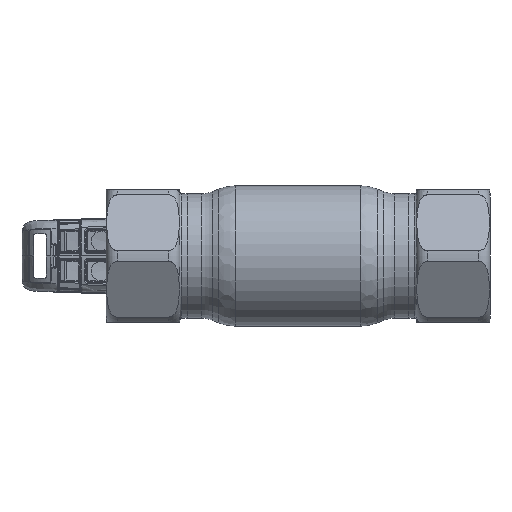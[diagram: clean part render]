
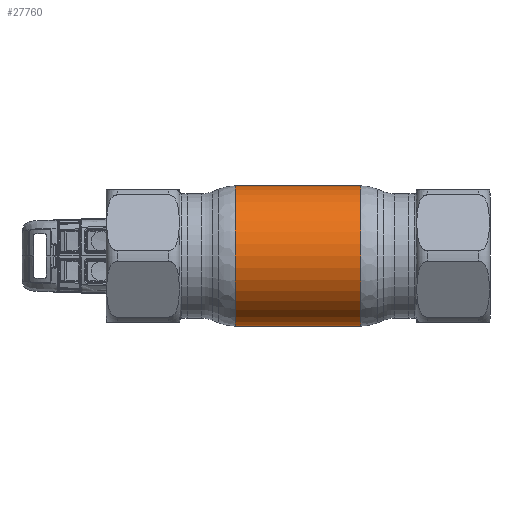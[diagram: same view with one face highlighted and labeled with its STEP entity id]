
A CAD part, front view. The second image highlights one B-rep face of the part: STEP entity #27760.
In plain terms, the highlighted cylindrical face has radius 19 mm (diameter 38 mm), a partial arc.
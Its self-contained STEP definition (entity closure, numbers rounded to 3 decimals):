
#1428 = EDGE_CURVE ( 'NONE', #56897, #40653, #64845, .T. ) ;
#1827 = CARTESIAN_POINT ( 'NONE',  ( -16.967, 0., 19. ) ) ;
#5117 = FACE_OUTER_BOUND ( 'NONE', #65367, .T. ) ;
#7895 = DIRECTION ( 'NONE',  ( 0., 0., 1. ) ) ;
#8670 = DIRECTION ( 'NONE',  ( 0., 0., 1. ) ) ;
#19463 = CARTESIAN_POINT ( 'NONE',  ( 16.967, 0., 0. ) ) ;
#20990 = ORIENTED_EDGE ( 'NONE', *, *, #1428, .T. ) ;
#22400 = LINE ( 'NONE', #25421, #58750 ) ;
#24239 = EDGE_CURVE ( 'NONE', #40653, #61651, #63312, .T. ) ;
#24774 = DIRECTION ( 'NONE',  ( -1., 0., 0. ) ) ;
#25421 = CARTESIAN_POINT ( 'NONE',  ( -62.69, 0., -19. ) ) ;
#26909 = CARTESIAN_POINT ( 'NONE',  ( 16.967, 0., -19. ) ) ;
#27760 = ADVANCED_FACE ( 'NONE', ( #5117 ), #54605, .T. ) ;
#28862 = DIRECTION ( 'NONE',  ( -1., 0., 0. ) ) ;
#29235 = CARTESIAN_POINT ( 'NONE',  ( -62.69, 0., 19. ) ) ;
#29590 = ORIENTED_EDGE ( 'NONE', *, *, #48248, .F. ) ;
#29646 = CIRCLE ( 'NONE', #67195, 19. ) ;
#31598 = DIRECTION ( 'NONE',  ( -1., 0., 0. ) ) ;
#35973 = CARTESIAN_POINT ( 'NONE',  ( -62.69, 0., 0. ) ) ;
#38872 = VERTEX_POINT ( 'NONE', #58067 ) ;
#39568 = CARTESIAN_POINT ( 'NONE',  ( 16.967, 0., 19. ) ) ;
#40653 = VERTEX_POINT ( 'NONE', #39568 ) ;
#42216 = DIRECTION ( 'NONE',  ( 0., 0., 1. ) ) ;
#48248 = EDGE_CURVE ( 'NONE', #56897, #38872, #22400, .T. ) ;
#48476 = AXIS2_PLACEMENT_3D ( 'NONE', #35973, #31598, #42216 ) ;
#50563 = CARTESIAN_POINT ( 'NONE',  ( -16.967, 0., 0. ) ) ;
#50608 = AXIS2_PLACEMENT_3D ( 'NONE', #19463, #24774, #8670 ) ;
#54200 = VECTOR ( 'NONE', #56232, 1000. ) ;
#54605 = CYLINDRICAL_SURFACE ( 'NONE', #48476, 19. ) ;
#56232 = DIRECTION ( 'NONE',  ( -1., 0., 0. ) ) ;
#56812 = DIRECTION ( 'NONE',  ( -1., 0., 0. ) ) ;
#56897 = VERTEX_POINT ( 'NONE', #26909 ) ;
#58067 = CARTESIAN_POINT ( 'NONE',  ( -16.967, 0., -19. ) ) ;
#58750 = VECTOR ( 'NONE', #56812, 1000. ) ;
#59730 = ORIENTED_EDGE ( 'NONE', *, *, #24239, .T. ) ;
#61286 = EDGE_CURVE ( 'NONE', #38872, #61651, #29646, .T. ) ;
#61651 = VERTEX_POINT ( 'NONE', #1827 ) ;
#63312 = LINE ( 'NONE', #29235, #54200 ) ;
#64132 = ORIENTED_EDGE ( 'NONE', *, *, #61286, .F. ) ;
#64845 = CIRCLE ( 'NONE', #50608, 19. ) ;
#65367 = EDGE_LOOP ( 'NONE', ( #29590, #20990, #59730, #64132 ) ) ;
#67195 = AXIS2_PLACEMENT_3D ( 'NONE', #50563, #28862, #7895 ) ;
